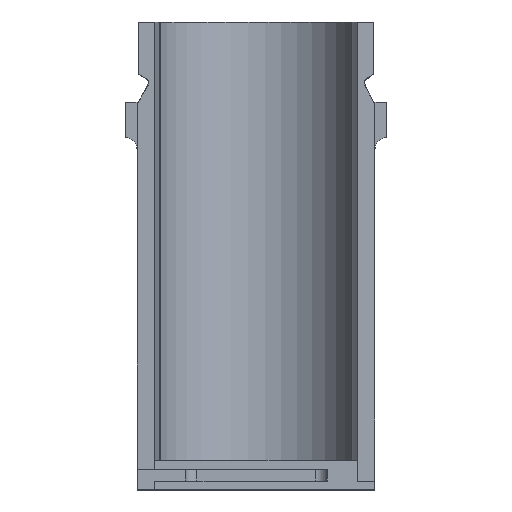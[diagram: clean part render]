
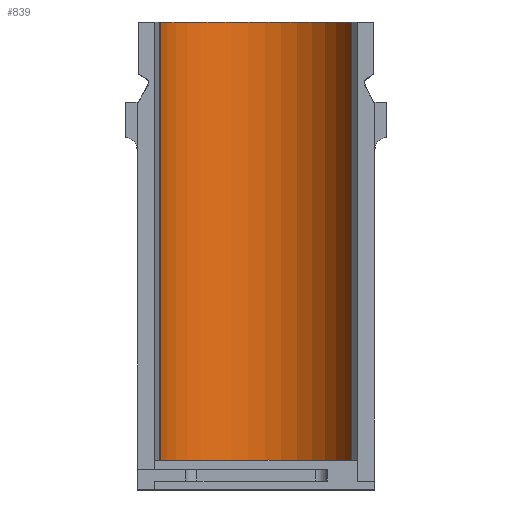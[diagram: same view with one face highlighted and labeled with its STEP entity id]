
A CAD part, left-side view. The second image highlights one B-rep face of the part: STEP entity #839.
In plain terms, the highlighted cylindrical face has radius 8.4 mm (diameter 16.8 mm), a partial arc.
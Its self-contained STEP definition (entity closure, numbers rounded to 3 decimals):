
#34=CYLINDRICAL_SURFACE('',#909,8.4);
#54=FACE_OUTER_BOUND('',#99,.T.);
#99=EDGE_LOOP('',(#626,#627,#628,#629));
#137=CIRCLE('',#904,8.4);
#140=CIRCLE('',#910,8.4);
#190=LINE('',#1273,#284);
#191=LINE('',#1277,#285);
#284=VECTOR('',#1041,10.);
#285=VECTOR('',#1046,10.);
#370=VERTEX_POINT('',#1258);
#371=VERTEX_POINT('',#1260);
#375=VERTEX_POINT('',#1272);
#376=VERTEX_POINT('',#1276);
#465=EDGE_CURVE('',#371,#370,#137,.T.);
#471=EDGE_CURVE('',#371,#375,#190,.T.);
#473=EDGE_CURVE('',#376,#370,#191,.T.);
#474=EDGE_CURVE('',#375,#376,#140,.T.);
#626=ORIENTED_EDGE('',*,*,#465,.T.);
#627=ORIENTED_EDGE('',*,*,#473,.F.);
#628=ORIENTED_EDGE('',*,*,#474,.F.);
#629=ORIENTED_EDGE('',*,*,#471,.F.);
#839=ADVANCED_FACE('',(#54),#34,.F.);
#904=AXIS2_PLACEMENT_3D('',#1261,#1029,#1030);
#909=AXIS2_PLACEMENT_3D('',#1275,#1044,#1045);
#910=AXIS2_PLACEMENT_3D('',#1278,#1047,#1048);
#1029=DIRECTION('center_axis',(0.,0.,
-1.));
#1030=DIRECTION('ref_axis',(1.,0.,0.));
#1041=DIRECTION('',(0.,0.,1.));
#1044=DIRECTION('center_axis',(0.,0.,-1.));
#1045=DIRECTION('ref_axis',(1.,0.,0.));
#1046=DIRECTION('',(0.,0.,-1.));
#1047=DIRECTION('center_axis',(0.,0.,-1.));
#1048=DIRECTION('ref_axis',(1.,0.,0.));
#1258=CARTESIAN_POINT('',(-16.073,-8.216,-38.432));
#1260=CARTESIAN_POINT('',(-16.046,8.217,-38.432));
#1261=CARTESIAN_POINT('Origin',(-14.314,-0.002,
-38.432));
#1272=CARTESIAN_POINT('',(-16.046,8.217,-1.5));
#1273=CARTESIAN_POINT('',(-16.046,8.217,-1.5));
#1275=CARTESIAN_POINT('Origin',(-14.314,-0.002,
-1.5));
#1276=CARTESIAN_POINT('',(-16.073,-8.216,-1.5));
#1277=CARTESIAN_POINT('',(-16.073,-8.216,-1.5));
#1278=CARTESIAN_POINT('Origin',(-14.314,-0.002,
-1.5));
